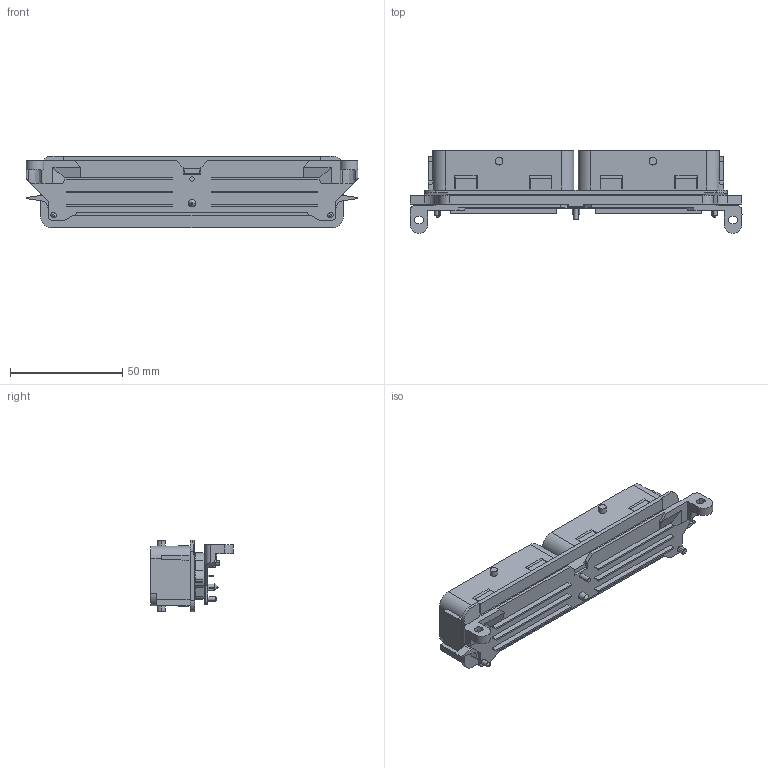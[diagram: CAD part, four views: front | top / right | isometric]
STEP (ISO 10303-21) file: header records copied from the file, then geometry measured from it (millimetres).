
FILE_DESCRIPTION(/* description */ (''),/* implementation_level */ '2;1');
FILE_NAME(/* name */ '901629-01_ENV10_01_stp.stp',/* time_stamp */ '2020-09-01T11:00:20+06:00',/* author */ (''),/* organization */ (''),/* preprocessor_version */ 'ST-DEVELOPER v16.7',/* originating_system */ 'SIEMENS PLM Software NX 12.0',/* authorisation */ '');
FILE_SCHEMA (('AUTOMOTIVE_DESIGN { 1 0 10303 214 3 1 1 1 }'));
Length unit declared in the file: millimetre
Products named in the file (1): qzs53498C12Cysgo
Bounding box: 148 x 36.85 x 32 mm (x, y, z)
Volume: 36590.3 mm3; surface area: 42555.1 mm2
Topology: 1 solids, 171 shells, 1616 faces, 3665 edges, 2409 vertices
Faces by surface type: plane 1398, cylinder 172, cone 20, torus 16, bspline 6, sphere 4
Entity records: 44613 total; most frequent: CARTESIAN_POINT 8259, ORIENTED_EDGE 7326, DIRECTION 7177, EDGE_CURVE 3663, LINE 3263, VECTOR 3263, VERTEX_POINT 2409, AXIS2_PLACEMENT_3D 1957
